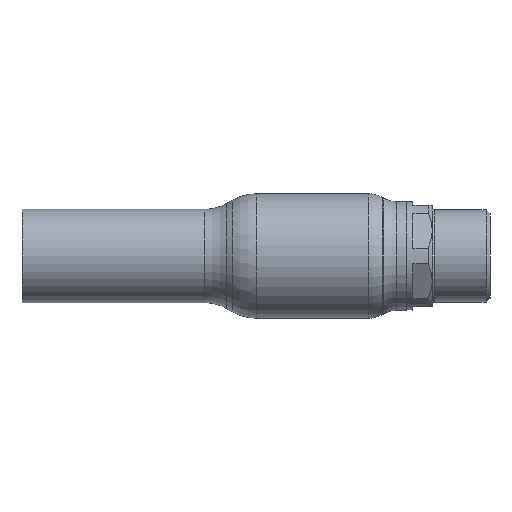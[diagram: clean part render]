
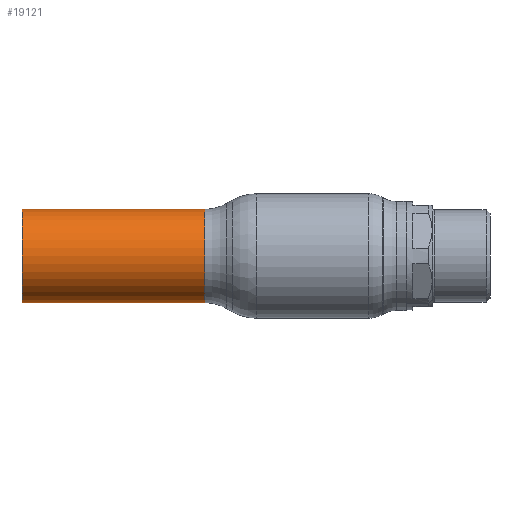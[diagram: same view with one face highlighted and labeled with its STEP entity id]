
A CAD part, front view. The second image highlights one B-rep face of the part: STEP entity #19121.
In plain terms, the highlighted cylindrical face has radius 21.2 mm (diameter 42.4 mm), a partial arc.
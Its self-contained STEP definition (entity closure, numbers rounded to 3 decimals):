
#1909 = CARTESIAN_POINT ( 'NONE',  ( -47.57, 0., -21.2 ) ) ;
#3452 = EDGE_CURVE ( 'NONE', #29933, #13193, #45926, .T. ) ;
#4423 = CARTESIAN_POINT ( 'NONE',  ( -62.69, 0., 0. ) ) ;
#4657 = EDGE_CURVE ( 'NONE', #7511, #13193, #6913, .T. ) ;
#5986 = ORIENTED_EDGE ( 'NONE', *, *, #19313, .T. ) ;
#6257 = ORIENTED_EDGE ( 'NONE', *, *, #14427, .F. ) ;
#6913 = CIRCLE ( 'NONE', #53534, 21.2 ) ;
#7511 = VERTEX_POINT ( 'NONE', #14743 ) ;
#8899 = DIRECTION ( 'NONE',  ( 0., 0., 1. ) ) ;
#11306 = VECTOR ( 'NONE', #37774, 1000. ) ;
#13193 = VERTEX_POINT ( 'NONE', #18293 ) ;
#14427 = EDGE_CURVE ( 'NONE', #20873, #7511, #53831, .T. ) ;
#14743 = CARTESIAN_POINT ( 'NONE',  ( -130.5, 0., -21.2 ) ) ;
#17066 = DIRECTION ( 'NONE',  ( -1., 0., 0. ) ) ;
#17319 = DIRECTION ( 'NONE',  ( 0., 0., 1. ) ) ;
#18293 = CARTESIAN_POINT ( 'NONE',  ( -130.5, 0., 21.2 ) ) ;
#19121 = ADVANCED_FACE ( 'NONE', ( #54736 ), #49105, .T. ) ;
#19313 = EDGE_CURVE ( 'NONE', #20873, #29933, #31348, .T. ) ;
#19642 = CARTESIAN_POINT ( 'NONE',  ( -130.5, 0., 0. ) ) ;
#20360 = CARTESIAN_POINT ( 'NONE',  ( -62.69, 0., 21.2 ) ) ;
#20873 = VERTEX_POINT ( 'NONE', #1909 ) ;
#20954 = CARTESIAN_POINT ( 'NONE',  ( -47.57, 0., 0. ) ) ;
#21495 = AXIS2_PLACEMENT_3D ( 'NONE', #20954, #33599, #8899 ) ;
#23544 = ORIENTED_EDGE ( 'NONE', *, *, #4657, .F. ) ;
#23559 = DIRECTION ( 'NONE',  ( 0., -1., 0. ) ) ;
#26904 = AXIS2_PLACEMENT_3D ( 'NONE', #4423, #17066, #17319 ) ;
#27344 = VECTOR ( 'NONE', #32719, 1000. ) ;
#29933 = VERTEX_POINT ( 'NONE', #45770 ) ;
#31348 = CIRCLE ( 'NONE', #21495, 21.2 ) ;
#31671 = DIRECTION ( 'NONE',  ( -1., 0., 0. ) ) ;
#32719 = DIRECTION ( 'NONE',  ( -1., 0., 0. ) ) ;
#33599 = DIRECTION ( 'NONE',  ( -1., 0., 0. ) ) ;
#33608 = ORIENTED_EDGE ( 'NONE', *, *, #3452, .T. ) ;
#37774 = DIRECTION ( 'NONE',  ( -1., 0., 0. ) ) ;
#45770 = CARTESIAN_POINT ( 'NONE',  ( -47.57, 0., 21.2 ) ) ;
#45926 = LINE ( 'NONE', #20360, #11306 ) ;
#49105 = CYLINDRICAL_SURFACE ( 'NONE', #26904, 21.2 ) ;
#53534 = AXIS2_PLACEMENT_3D ( 'NONE', #19642, #31671, #23559 ) ;
#53831 = LINE ( 'NONE', #54110, #27344 ) ;
#53851 = EDGE_LOOP ( 'NONE', ( #6257, #5986, #33608, #23544 ) ) ;
#54110 = CARTESIAN_POINT ( 'NONE',  ( -62.69, 0., -21.2 ) ) ;
#54736 = FACE_OUTER_BOUND ( 'NONE', #53851, .T. ) ;
